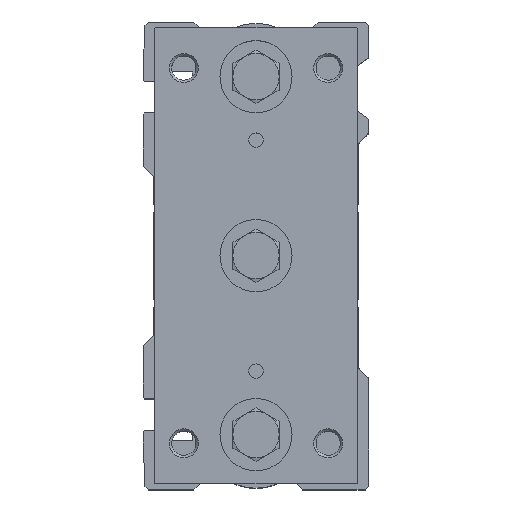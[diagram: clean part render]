
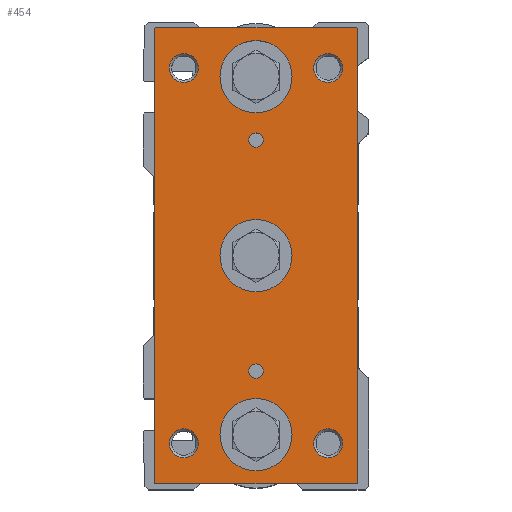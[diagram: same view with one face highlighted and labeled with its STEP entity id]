
A CAD part, top view. The second image highlights one B-rep face of the part: STEP entity #454.
In plain terms, the highlighted planar face has unit normal (0, 0, 1).
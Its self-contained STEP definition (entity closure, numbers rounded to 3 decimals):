
#454 = ADVANCED_FACE( '', ( #1090, #1091, #1092, #1093, #1094, #1095, #1096, #1097, #1098, #1099 ), #1100, .T. );
#1090 = FACE_BOUND( '', #1816, .T. );
#1091 = FACE_BOUND( '', #1817, .T. );
#1092 = FACE_BOUND( '', #1818, .T. );
#1093 = FACE_BOUND( '', #1819, .T. );
#1094 = FACE_BOUND( '', #1820, .T. );
#1095 = FACE_BOUND( '', #1821, .T. );
#1096 = FACE_BOUND( '', #1822, .T. );
#1097 = FACE_BOUND( '', #1823, .T. );
#1098 = FACE_BOUND( '', #1824, .T. );
#1099 = FACE_OUTER_BOUND( '', #1825, .T. );
#1100 = PLANE( '', #1826 );
#1816 = EDGE_LOOP( '', ( #3825 ) );
#1817 = EDGE_LOOP( '', ( #3826 ) );
#1818 = EDGE_LOOP( '', ( #3827 ) );
#1819 = EDGE_LOOP( '', ( #3828 ) );
#1820 = EDGE_LOOP( '', ( #3829 ) );
#1821 = EDGE_LOOP( '', ( #3830 ) );
#1822 = EDGE_LOOP( '', ( #3831 ) );
#1823 = EDGE_LOOP( '', ( #3832 ) );
#1824 = EDGE_LOOP( '', ( #3833 ) );
#1825 = EDGE_LOOP( '', ( #3834, #3835, #3836, #3837, #3838, #3839, #3840, #3841 ) );
#1826 = AXIS2_PLACEMENT_3D( '', #3842, #3843, #3844 );
#3825 = ORIENTED_EDGE( '', *, *, #4773, .T. );
#3826 = ORIENTED_EDGE( '', *, *, #4772, .T. );
#3827 = ORIENTED_EDGE( '', *, *, #4774, .T. );
#3828 = ORIENTED_EDGE( '', *, *, #4775, .F. );
#3829 = ORIENTED_EDGE( '', *, *, #4776, .F. );
#3830 = ORIENTED_EDGE( '', *, *, #4777, .T. );
#3831 = ORIENTED_EDGE( '', *, *, #4778, .T. );
#3832 = ORIENTED_EDGE( '', *, *, #4779, .T. );
#3833 = ORIENTED_EDGE( '', *, *, #4780, .T. );
#3834 = ORIENTED_EDGE( '', *, *, #4781, .T. );
#3835 = ORIENTED_EDGE( '', *, *, #4782, .T. );
#3836 = ORIENTED_EDGE( '', *, *, #4783, .T. );
#3837 = ORIENTED_EDGE( '', *, *, #4784, .T. );
#3838 = ORIENTED_EDGE( '', *, *, #4785, .T. );
#3839 = ORIENTED_EDGE( '', *, *, #4786, .T. );
#3840 = ORIENTED_EDGE( '', *, *, #4787, .T. );
#3841 = ORIENTED_EDGE( '', *, *, #4788, .T. );
#3842 = CARTESIAN_POINT( '', ( 0., 0., 28. ) );
#3843 = DIRECTION( '', ( 0., 0., 1. ) );
#3844 = DIRECTION( '', ( 1., 0., 0. ) );
#4772 = EDGE_CURVE( '', #5840, #5840, #5841, .T. );
#4773 = EDGE_CURVE( '', #5842, #5842, #5843, .T. );
#4774 = EDGE_CURVE( '', #5844, #5844, #5845, .T. );
#4775 = EDGE_CURVE( '', #5846, #5846, #5847, .T. );
#4776 = EDGE_CURVE( '', #5848, #5848, #5849, .T. );
#4777 = EDGE_CURVE( '', #5850, #5850, #5851, .T. );
#4778 = EDGE_CURVE( '', #5852, #5852, #5853, .T. );
#4779 = EDGE_CURVE( '', #5854, #5854, #5855, .T. );
#4780 = EDGE_CURVE( '', #5856, #5856, #5857, .T. );
#4781 = EDGE_CURVE( '', #5858, #5859, #5860, .T. );
#4782 = EDGE_CURVE( '', #5859, #5861, #5862, .T. );
#4783 = EDGE_CURVE( '', #5861, #5863, #5864, .T. );
#4784 = EDGE_CURVE( '', #5863, #5865, #5866, .T. );
#4785 = EDGE_CURVE( '', #5865, #5867, #5868, .T. );
#4786 = EDGE_CURVE( '', #5867, #5869, #5870, .T. );
#4787 = EDGE_CURVE( '', #5869, #5871, #5872, .T. );
#4788 = EDGE_CURVE( '', #5871, #5858, #5873, .T. );
#5840 = VERTEX_POINT( '', #7526 );
#5841 = CIRCLE( '', #7527, 12.5 );
#5842 = VERTEX_POINT( '', #7528 );
#5843 = CIRCLE( '', #7529, 12.5 );
#5844 = VERTEX_POINT( '', #7530 );
#5845 = CIRCLE( '', #7531, 12.5 );
#5846 = VERTEX_POINT( '', #7532 );
#5847 = CIRCLE( '', #7533, 2.5 );
#5848 = VERTEX_POINT( '', #7534 );
#5849 = CIRCLE( '', #7535, 2.5 );
#5850 = VERTEX_POINT( '', #7536 );
#5851 = CIRCLE( '', #7537, 5. );
#5852 = VERTEX_POINT( '', #7538 );
#5853 = CIRCLE( '', #7539, 5. );
#5854 = VERTEX_POINT( '', #7540 );
#5855 = CIRCLE( '', #7541, 5. );
#5856 = VERTEX_POINT( '', #7542 );
#5857 = CIRCLE( '', #7543, 5. );
#5858 = VERTEX_POINT( '', #7544 );
#5859 = VERTEX_POINT( '', #7545 );
#5860 = LINE( '', #7546, #7547 );
#5861 = VERTEX_POINT( '', #7548 );
#5862 = LINE( '', #7549, #7550 );
#5863 = VERTEX_POINT( '', #7551 );
#5864 = LINE( '', #7552, #7553 );
#5865 = VERTEX_POINT( '', #7554 );
#5866 = LINE( '', #7555, #7556 );
#5867 = VERTEX_POINT( '', #7557 );
#5868 = LINE( '', #7558, #7559 );
#5869 = VERTEX_POINT( '', #7560 );
#5870 = LINE( '', #7561, #7562 );
#5871 = VERTEX_POINT( '', #7563 );
#5872 = LINE( '', #7564, #7565 );
#5873 = LINE( '', #7566, #7567 );
#7526 = CARTESIAN_POINT( '', ( -12.5, -62., 28. ) );
#7527 = AXIS2_PLACEMENT_3D( '', #8697, #8698, #8699 );
#7528 = CARTESIAN_POINT( '', ( -12.5, 0., 28. ) );
#7529 = AXIS2_PLACEMENT_3D( '', #8700, #8701, #8702 );
#7530 = CARTESIAN_POINT( '', ( -12.5, 62., 28. ) );
#7531 = AXIS2_PLACEMENT_3D( '', #8703, #8704, #8705 );
#7532 = CARTESIAN_POINT( '', ( 2.5, -40., 28. ) );
#7533 = AXIS2_PLACEMENT_3D( '', #8706, #8707, #8708 );
#7534 = CARTESIAN_POINT( '', ( 2.5, 40., 28. ) );
#7535 = AXIS2_PLACEMENT_3D( '', #8709, #8710, #8711 );
#7536 = CARTESIAN_POINT( '', ( -30., 65., 28. ) );
#7537 = AXIS2_PLACEMENT_3D( '', #8712, #8713, #8714 );
#7538 = CARTESIAN_POINT( '', ( 20., -65., 28. ) );
#7539 = AXIS2_PLACEMENT_3D( '', #8715, #8716, #8717 );
#7540 = CARTESIAN_POINT( '', ( -30., -65., 28. ) );
#7541 = AXIS2_PLACEMENT_3D( '', #8718, #8719, #8720 );
#7542 = CARTESIAN_POINT( '', ( 20., 65., 28. ) );
#7543 = AXIS2_PLACEMENT_3D( '', #8721, #8722, #8723 );
#7544 = CARTESIAN_POINT( '', ( -34.8, 79., 28. ) );
#7545 = CARTESIAN_POINT( '', ( -35., 78.8, 28. ) );
#7546 = CARTESIAN_POINT( '', ( -34.8, 79., 28. ) );
#7547 = VECTOR( '', #8724, 1000. );
#7548 = CARTESIAN_POINT( '', ( -35., -78.8, 28. ) );
#7549 = CARTESIAN_POINT( '', ( -35., 78.8, 28. ) );
#7550 = VECTOR( '', #8725, 1000. );
#7551 = CARTESIAN_POINT( '', ( -34.8, -79., 28. ) );
#7552 = CARTESIAN_POINT( '', ( -35., -78.8, 28. ) );
#7553 = VECTOR( '', #8726, 1000. );
#7554 = CARTESIAN_POINT( '', ( 34.8, -79., 28. ) );
#7555 = CARTESIAN_POINT( '', ( -34.8, -79., 28. ) );
#7556 = VECTOR( '', #8727, 1000. );
#7557 = CARTESIAN_POINT( '', ( 35., -78.8, 28. ) );
#7558 = CARTESIAN_POINT( '', ( 34.8, -79., 28. ) );
#7559 = VECTOR( '', #8728, 1000. );
#7560 = CARTESIAN_POINT( '', ( 35., 78.8, 28. ) );
#7561 = CARTESIAN_POINT( '', ( 35., -78.8, 28. ) );
#7562 = VECTOR( '', #8729, 1000. );
#7563 = CARTESIAN_POINT( '', ( 34.8, 79., 28. ) );
#7564 = CARTESIAN_POINT( '', ( 35., 78.8, 28. ) );
#7565 = VECTOR( '', #8730, 1000. );
#7566 = CARTESIAN_POINT( '', ( 34.8, 79., 28. ) );
#7567 = VECTOR( '', #8731, 1000. );
#8697 = CARTESIAN_POINT( '', ( 0., -62., 28. ) );
#8698 = DIRECTION( '', ( 0., 0., -1. ) );
#8699 = DIRECTION( '', ( -1., 0., 0. ) );
#8700 = CARTESIAN_POINT( '', ( 0., 0., 28. ) );
#8701 = DIRECTION( '', ( 0., 0., -1. ) );
#8702 = DIRECTION( '', ( -1., 0., 0. ) );
#8703 = CARTESIAN_POINT( '', ( 0., 62., 28. ) );
#8704 = DIRECTION( '', ( 0., 0., -1. ) );
#8705 = DIRECTION( '', ( -1., 0., 0. ) );
#8706 = CARTESIAN_POINT( '', ( 0., -40., 28. ) );
#8707 = DIRECTION( '', ( 0., 0., 1. ) );
#8708 = DIRECTION( '', ( 1., 0., 0. ) );
#8709 = CARTESIAN_POINT( '', ( 0., 40., 28. ) );
#8710 = DIRECTION( '', ( 0., 0., 1. ) );
#8711 = DIRECTION( '', ( 1., 0., 0. ) );
#8712 = CARTESIAN_POINT( '', ( -25., 65., 28. ) );
#8713 = DIRECTION( '', ( 0., 0., -1. ) );
#8714 = DIRECTION( '', ( -1., 0., 0. ) );
#8715 = CARTESIAN_POINT( '', ( 25., -65., 28. ) );
#8716 = DIRECTION( '', ( 0., 0., -1. ) );
#8717 = DIRECTION( '', ( -1., 0., 0. ) );
#8718 = CARTESIAN_POINT( '', ( -25., -65., 28. ) );
#8719 = DIRECTION( '', ( 0., 0., -1. ) );
#8720 = DIRECTION( '', ( -1., 0., 0. ) );
#8721 = CARTESIAN_POINT( '', ( 25., 65., 28. ) );
#8722 = DIRECTION( '', ( 0., 0., -1. ) );
#8723 = DIRECTION( '', ( -1., 0., 0. ) );
#8724 = DIRECTION( '', ( -0.707, -0.707, 0. ) );
#8725 = DIRECTION( '', ( 0., -1., 0. ) );
#8726 = DIRECTION( '', ( 0.707, -0.707, 0. ) );
#8727 = DIRECTION( '', ( 1., 0., 0. ) );
#8728 = DIRECTION( '', ( 0.707, 0.707, 0. ) );
#8729 = DIRECTION( '', ( 0., 1., 0. ) );
#8730 = DIRECTION( '', ( -0.707, 0.707, 0. ) );
#8731 = DIRECTION( '', ( -1., 0., 0. ) );
